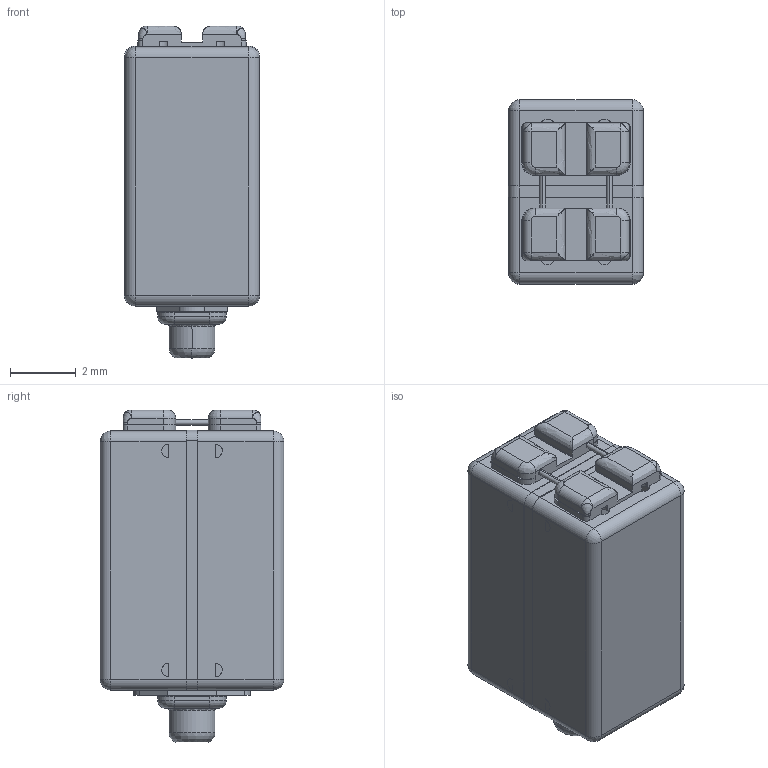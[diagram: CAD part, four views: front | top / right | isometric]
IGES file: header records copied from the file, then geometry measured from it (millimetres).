
Start section:  PTC IGES file: dtec-30008-000_sw.igs
Global section: file name: dtec-30008-000_sw.igs; native system: Pro/ENGINEER by Parametric Technology Corporation; preprocessor: 2005070; author: MMason; organization: Unknown; date: 070608.124707; units: inch
Bounding box: 4.11 x 5.59 x 10.09 mm (x, y, z)
Surface area: 444 mm2 (no closed solid volume)
Topology: 0 solids, 0 shells, 309 faces, 1516 edges, 1516 vertices
Faces by surface type: revolution 180, bspline 129
